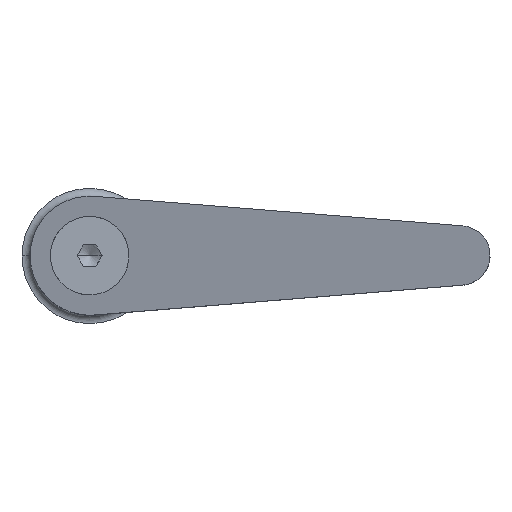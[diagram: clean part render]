
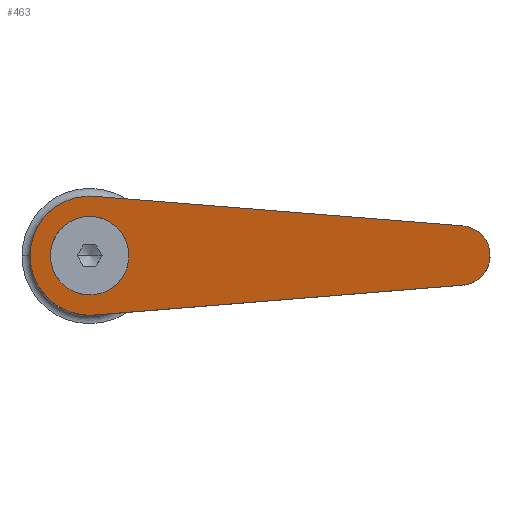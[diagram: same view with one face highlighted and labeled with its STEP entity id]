
A CAD part, top view. The second image highlights one B-rep face of the part: STEP entity #463.
In plain terms, the highlighted planar face has unit normal (-0.26, 0, 0.966).
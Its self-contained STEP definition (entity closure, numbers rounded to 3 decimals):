
#235=EDGE_CURVE('',#511,#299,#594,.T.);
#243=EDGE_CURVE('',#299,#481,#604,.T.);
#247=EDGE_CURVE('',#481,#511,#608,.T.);
#299=VERTEX_POINT('',#666);
#313=VERTEX_POINT('',#682);
#319=VERTEX_POINT('',#688);
#451=EDGE_CURVE('',#313,#483,#833,.T.);
#461=EDGE_CURVE('',#483,#319,#844,.T.);
#463=ADVANCED_FACE('',(#846,#847),#848,.F.);
#475=EDGE_CURVE('',#319,#499,#861,.T.);
#481=VERTEX_POINT('',#867);
#483=VERTEX_POINT('',#869);
#499=VERTEX_POINT('',#888);
#501=EDGE_CURVE('',#499,#515,#890,.T.);
#511=VERTEX_POINT('',#901);
#515=VERTEX_POINT('',#905);
#521=EDGE_CURVE('',#515,#313,#911,.T.);
#594=ELLIPSE('',#1015,7.509,7.25);
#604=ELLIPSE('',#1028,7.509,7.25);
#608=ELLIPSE('',#1033,7.509,7.25);
#666=CARTESIAN_POINT('',(-0.771,7.209,36.556));
#682=CARTESIAN_POINT('',(-11.,0.,33.8));
#688=CARTESIAN_POINT('',(68.942,-5.482,55.337));
#833=ELLIPSE('',#1380,11.392,11.0);
#844=LINE('',#1394,#1395);
#846=FACE_OUTER_BOUND('',#1397,.T.);
#847=FACE_BOUND('',#1398,.T.);
#848=PLANE('',#1399);
#861=ELLIPSE('',#1413,5.696,5.5);
#867=CARTESIAN_POINT('',(0.,-7.25,36.764));
#869=CARTESIAN_POINT('',(0.883,-10.964,37.002));
#888=CARTESIAN_POINT('',(68.942,5.482,55.337));
#890=LINE('',#1460,#1461);
#901=CARTESIAN_POINT('',(0.,7.25,36.764));
#905=CARTESIAN_POINT('',(0.883,10.964,37.002));
#911=ELLIPSE('',#1488,11.392,11.0);
#1015=AXIS2_PLACEMENT_3D('',#1568,#1569,#1570);
#1028=AXIS2_PLACEMENT_3D('',#1588,#1589,#1590);
#1033=AXIS2_PLACEMENT_3D('',#1591,#1592,#1593);
#1380=AXIS2_PLACEMENT_3D('',#1821,#1822,#1823);
#1394=CARTESIAN_POINT('',(70.781,-5.334,55.833));
#1395=VECTOR('',#1838,1.0);
#1397=EDGE_LOOP('',(#1840,#1841,#1842,#1843,#1844));
#1398=EDGE_LOOP('',(#1845,#1846,#1847));
#1399=AXIS2_PLACEMENT_3D('',#1848,#1849,#1850);
#1413=AXIS2_PLACEMENT_3D('',#1865,#1866,#1867);
#1460=CARTESIAN_POINT('',(39.041,7.891,47.282));
#1461=VECTOR('',#1899,1.0);
#1488=AXIS2_PLACEMENT_3D('',#1915,#1916,#1917);
#1568=CARTESIAN_POINT('',(0.,0.,36.764));
#1569=DIRECTION('',(-0.26,0.,0.966));
#1570=DIRECTION('',(-0.966,0.0,-0.26));
#1588=CARTESIAN_POINT('',(0.,0.,36.764));
#1589=DIRECTION('',(-0.26,0.,0.966));
#1590=DIRECTION('',(-0.966,0.0,-0.26));
#1591=CARTESIAN_POINT('',(0.,0.,36.764));
#1592=DIRECTION('',(-0.26,0.,0.966));
#1593=DIRECTION('',(-0.966,0.0,-0.26));
#1821=CARTESIAN_POINT('',(0.,0.,36.764));
#1822=DIRECTION('',(-0.26,0.,0.966));
#1823=DIRECTION('',(-0.966,0.,-0.26));
#1838=DIRECTION('',(0.963,0.078,0.259));
#1840=ORIENTED_EDGE('',*,*,#521,.T.);
#1841=ORIENTED_EDGE('',*,*,#451,.T.);
#1842=ORIENTED_EDGE('',*,*,#461,.T.);
#1843=ORIENTED_EDGE('',*,*,#475,.T.);
#1844=ORIENTED_EDGE('',*,*,#501,.T.);
#1845=ORIENTED_EDGE('',*,*,#243,.F.);
#1846=ORIENTED_EDGE('',*,*,#235,.F.);
#1847=ORIENTED_EDGE('',*,*,#247,.F.);
#1848=CARTESIAN_POINT('',(32.987,0.,45.651));
#1849=DIRECTION('',(0.26,0.,-0.966));
#1850=DIRECTION('',(0.251,0.966,0.068));
#1865=CARTESIAN_POINT('',(68.5,0.,55.219));
#1866=DIRECTION('',(-0.26,0.,0.966));
#1867=DIRECTION('',(0.966,0.,0.26));
#1899=DIRECTION('',(-0.963,0.078,-0.259));
#1915=CARTESIAN_POINT('',(0.,0.,36.764));
#1916=DIRECTION('',(-0.26,0.,0.966));
#1917=DIRECTION('',(-0.966,0.,-0.26));
